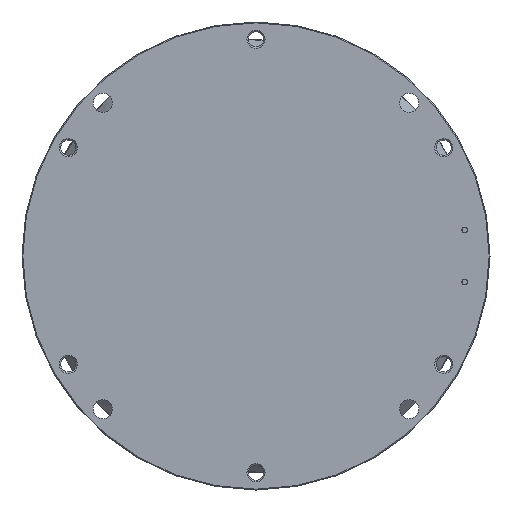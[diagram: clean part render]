
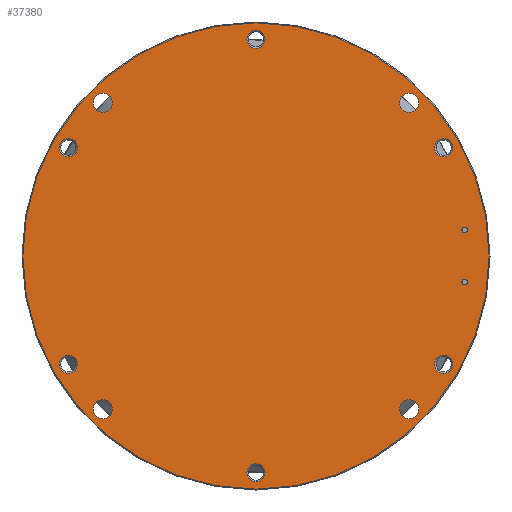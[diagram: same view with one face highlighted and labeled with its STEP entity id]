
A CAD part, left-side view. The second image highlights one B-rep face of the part: STEP entity #37380.
In plain terms, the highlighted planar face has unit normal (-1, 0, 0).
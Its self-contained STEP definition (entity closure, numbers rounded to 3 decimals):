
#160 = DIRECTION ( 'NONE',  ( 0., 0., 1. ) ) ;
#263 = FACE_BOUND ( 'NONE', #26808, .T. ) ;
#315 = DIRECTION ( 'NONE',  ( -1., 0., 0. ) ) ;
#1521 = DIRECTION ( 'NONE',  ( 1., 0., 0. ) ) ;
#1944 = VERTEX_POINT ( 'NONE', #17210 ) ;
#1968 = DIRECTION ( 'NONE',  ( 0., 0., 1. ) ) ;
#2182 = EDGE_LOOP ( 'NONE', ( #15507 ) ) ;
#2682 = CARTESIAN_POINT ( 'NONE',  ( 0., -216.506, 114.5 ) ) ;
#3280 = VERTEX_POINT ( 'NONE', #18548 ) ;
#3708 = EDGE_CURVE ( 'NONE', #30844, #30844, #18755, .T. ) ;
#3993 = FACE_BOUND ( 'NONE', #17500, .T. ) ;
#4247 = CARTESIAN_POINT ( 'NONE',  ( 0., -241., 30. ) ) ;
#4336 = AXIS2_PLACEMENT_3D ( 'NONE', #34563, #315, #15582 ) ;
#4573 = CARTESIAN_POINT ( 'NONE',  ( 0., -176.777, -165.777 ) ) ;
#5071 = AXIS2_PLACEMENT_3D ( 'NONE', #28278, #43536, #9288 ) ;
#5184 = CARTESIAN_POINT ( 'NONE',  ( 0., -241., -30. ) ) ;
#5582 = ORIENTED_EDGE ( 'NONE', *, *, #3708, .T. ) ;
#5939 = VERTEX_POINT ( 'NONE', #21199 ) ;
#6225 = EDGE_CURVE ( 'NONE', #38832, #38832, #25902, .T. ) ;
#6674 = CARTESIAN_POINT ( 'NONE',  ( 0., 269., 0. ) ) ;
#7766 = FACE_BOUND ( 'NONE', #23877, .T. ) ;
#7785 = VERTEX_POINT ( 'NONE', #23024 ) ;
#7911 = DIRECTION ( 'NONE',  ( 1., 0., 0. ) ) ;
#8000 = DIRECTION ( 'NONE',  ( 0., 1., 0. ) ) ;
#8223 = EDGE_LOOP ( 'NONE', ( #43573 ) ) ;
#8859 = CIRCLE ( 'NONE', #36793, 269. ) ;
#8944 = VERTEX_POINT ( 'NONE', #24197 ) ;
#9288 = DIRECTION ( 'NONE',  ( 0., 0., -1. ) ) ;
#9484 = DIRECTION ( 'NONE',  ( 0., 0., -1. ) ) ;
#9705 = AXIS2_PLACEMENT_3D ( 'NONE', #28488, #43736, #9484 ) ;
#10082 = CIRCLE ( 'NONE', #38022, 11. ) ;
#10632 = CIRCLE ( 'NONE', #17020, 11. ) ;
#10685 = CARTESIAN_POINT ( 'NONE',  ( 0., -241., 26.6 ) ) ;
#11478 = ORIENTED_EDGE ( 'NONE', *, *, #31136, .F. ) ;
#11526 = FACE_BOUND ( 'NONE', #8223, .T. ) ;
#11768 = PLANE ( 'NONE',  #38733 ) ;
#12951 = AXIS2_PLACEMENT_3D ( 'NONE', #20970, #36212, #1968 ) ;
#13064 = ORIENTED_EDGE ( 'NONE', *, *, #40677, .T. ) ;
#13176 = DIRECTION ( 'NONE',  ( 0., 0., -1. ) ) ;
#13571 = CARTESIAN_POINT ( 'NONE',  ( 0., 0., 0. ) ) ;
#14331 = CIRCLE ( 'NONE', #42269, 10.5 ) ;
#15507 = ORIENTED_EDGE ( 'NONE', *, *, #40313, .T. ) ;
#15527 = FACE_BOUND ( 'NONE', #43711, .T. ) ;
#15582 = DIRECTION ( 'NONE',  ( 0., 0., 1. ) ) ;
#15799 = AXIS2_PLACEMENT_3D ( 'NONE', #16835, #32096, #47340 ) ;
#16316 = CIRCLE ( 'NONE', #44243, 10.5 ) ;
#16730 = CARTESIAN_POINT ( 'NONE',  ( 0., -176.777, 176.777 ) ) ;
#16781 = DIRECTION ( 'NONE',  ( 0., 0., -1. ) ) ;
#16835 = CARTESIAN_POINT ( 'NONE',  ( 0., 0., -250. ) ) ;
#17020 = AXIS2_PLACEMENT_3D ( 'NONE', #16730, #31987, #47225 ) ;
#17210 = CARTESIAN_POINT ( 'NONE',  ( 0., -216.506, -135.5 ) ) ;
#17500 = EDGE_LOOP ( 'NONE', ( #29600 ) ) ;
#18514 = AXIS2_PLACEMENT_3D ( 'NONE', #4247, #19512, #34758 ) ;
#18548 = CARTESIAN_POINT ( 'NONE',  ( 0., 216.506, -135.5 ) ) ;
#18755 = CIRCLE ( 'NONE', #46687, 3.4 ) ;
#19029 = EDGE_LOOP ( 'NONE', ( #5582 ) ) ;
#19161 = CARTESIAN_POINT ( 'NONE',  ( 0., 176.777, -176.777 ) ) ;
#19251 = FACE_BOUND ( 'NONE', #41719, .T. ) ;
#19512 = DIRECTION ( 'NONE',  ( 1., 0., 0. ) ) ;
#20081 = CIRCLE ( 'NONE', #48012, 10.5 ) ;
#20433 = EDGE_LOOP ( 'NONE', ( #30988 ) ) ;
#20453 = DIRECTION ( 'NONE',  ( 1., 0., 0. ) ) ;
#20970 = CARTESIAN_POINT ( 'NONE',  ( 0., 176.777, 176.777 ) ) ;
#21199 = CARTESIAN_POINT ( 'NONE',  ( 0., 176.777, 187.777 ) ) ;
#22770 = EDGE_CURVE ( 'NONE', #3280, #3280, #16316, .T. ) ;
#23006 = FACE_BOUND ( 'NONE', #43087, .T. ) ;
#23024 = CARTESIAN_POINT ( 'NONE',  ( 0., 0., -260.5 ) ) ;
#23157 = DIRECTION ( 'NONE',  ( 0., 0., -1. ) ) ;
#23877 = EDGE_LOOP ( 'NONE', ( #25659 ) ) ;
#24197 = CARTESIAN_POINT ( 'NONE',  ( 0., -176.777, 187.777 ) ) ;
#25649 = ORIENTED_EDGE ( 'NONE', *, *, #6225, .F. ) ;
#25659 = ORIENTED_EDGE ( 'NONE', *, *, #33787, .T. ) ;
#25902 = CIRCLE ( 'NONE', #4336, 11. ) ;
#25965 = ORIENTED_EDGE ( 'NONE', *, *, #22770, .T. ) ;
#26614 = EDGE_CURVE ( 'NONE', #30272, #30272, #10082, .T. ) ;
#26640 = CIRCLE ( 'NONE', #5071, 10.5 ) ;
#26776 = FACE_BOUND ( 'NONE', #19029, .T. ) ;
#26808 = EDGE_LOOP ( 'NONE', ( #11478 ) ) ;
#27004 = CARTESIAN_POINT ( 'NONE',  ( 0., 270., 0. ) ) ;
#28278 = CARTESIAN_POINT ( 'NONE',  ( 0., 216.506, 125. ) ) ;
#28288 = EDGE_CURVE ( 'NONE', #7785, #7785, #37335, .T. ) ;
#28488 = CARTESIAN_POINT ( 'NONE',  ( 0., -216.506, -125. ) ) ;
#28820 = DIRECTION ( 'NONE',  ( -1., 0., 0. ) ) ;
#28935 = VERTEX_POINT ( 'NONE', #44185 ) ;
#29600 = ORIENTED_EDGE ( 'NONE', *, *, #35779, .T. ) ;
#30272 = VERTEX_POINT ( 'NONE', #45522 ) ;
#30604 = ORIENTED_EDGE ( 'NONE', *, *, #38456, .T. ) ;
#30767 = FACE_BOUND ( 'NONE', #20433, .T. ) ;
#30800 = EDGE_LOOP ( 'NONE', ( #25965 ) ) ;
#30844 = VERTEX_POINT ( 'NONE', #46095 ) ;
#30988 = ORIENTED_EDGE ( 'NONE', *, *, #26614, .F. ) ;
#31136 = EDGE_CURVE ( 'NONE', #8944, #8944, #10632, .T. ) ;
#31261 = CIRCLE ( 'NONE', #9705, 10.5 ) ;
#31987 = DIRECTION ( 'NONE',  ( -1., 0., 0. ) ) ;
#32096 = DIRECTION ( 'NONE',  ( 1., 0., 0. ) ) ;
#32191 = CARTESIAN_POINT ( 'NONE',  ( 0., 216.506, -125. ) ) ;
#33425 = VERTEX_POINT ( 'NONE', #48684 ) ;
#33787 = EDGE_CURVE ( 'NONE', #1944, #1944, #31261, .T. ) ;
#34404 = DIRECTION ( 'NONE',  ( -1., 0., 0. ) ) ;
#34479 = EDGE_CURVE ( 'NONE', #5939, #5939, #34514, .T. ) ;
#34505 = FACE_BOUND ( 'NONE', #36800, .T. ) ;
#34514 = CIRCLE ( 'NONE', #12951, 11. ) ;
#34563 = CARTESIAN_POINT ( 'NONE',  ( 0., -176.777, -176.777 ) ) ;
#34758 = DIRECTION ( 'NONE',  ( 0., 0., -1. ) ) ;
#35685 = DIRECTION ( 'NONE',  ( 0., 0., -1. ) ) ;
#35775 = CARTESIAN_POINT ( 'NONE',  ( 0., 0., 250. ) ) ;
#35779 = EDGE_CURVE ( 'NONE', #28935, #28935, #26640, .T. ) ;
#35968 = EDGE_LOOP ( 'NONE', ( #30604 ) ) ;
#36212 = DIRECTION ( 'NONE',  ( -1., 0., 0. ) ) ;
#36793 = AXIS2_PLACEMENT_3D ( 'NONE', #13571, #28820, #44076 ) ;
#36800 = EDGE_LOOP ( 'NONE', ( #48917 ) ) ;
#36918 = VERTEX_POINT ( 'NONE', #2682 ) ;
#37335 = CIRCLE ( 'NONE', #15799, 10.5 ) ;
#37380 = ADVANCED_FACE ( 'NONE', ( #11526, #26776, #42022, #7766, #23006, #38246, #3993, #19251, #34505, #263, #15527, #30767, #46021 ), #11768, .F. ) ;
#38022 = AXIS2_PLACEMENT_3D ( 'NONE', #19161, #34404, #160 ) ;
#38246 = FACE_BOUND ( 'NONE', #30800, .T. ) ;
#38456 = EDGE_CURVE ( 'NONE', #36918, #36918, #14331, .T. ) ;
#38733 = AXIS2_PLACEMENT_3D ( 'NONE', #27004, #42247, #8000 ) ;
#38832 = VERTEX_POINT ( 'NONE', #4573 ) ;
#40043 = CIRCLE ( 'NONE', #18514, 3.4 ) ;
#40313 = EDGE_CURVE ( 'NONE', #40920, #40920, #8859, .T. ) ;
#40677 = EDGE_CURVE ( 'NONE', #33425, #33425, #20081, .T. ) ;
#40920 = VERTEX_POINT ( 'NONE', #6674 ) ;
#41013 = EDGE_CURVE ( 'NONE', #44929, #44929, #40043, .T. ) ;
#41719 = EDGE_LOOP ( 'NONE', ( #13064 ) ) ;
#42022 = FACE_BOUND ( 'NONE', #35968, .T. ) ;
#42159 = CARTESIAN_POINT ( 'NONE',  ( 0., -216.506, 125. ) ) ;
#42247 = DIRECTION ( 'NONE',  ( 1., 0., 0. ) ) ;
#42269 = AXIS2_PLACEMENT_3D ( 'NONE', #42159, #7911, #23157 ) ;
#43087 = EDGE_LOOP ( 'NONE', ( #48470 ) ) ;
#43536 = DIRECTION ( 'NONE',  ( 1., 0., 0. ) ) ;
#43573 = ORIENTED_EDGE ( 'NONE', *, *, #41013, .T. ) ;
#43711 = EDGE_LOOP ( 'NONE', ( #25649 ) ) ;
#43736 = DIRECTION ( 'NONE',  ( 1., 0., 0. ) ) ;
#44076 = DIRECTION ( 'NONE',  ( 0., 1., 0. ) ) ;
#44185 = CARTESIAN_POINT ( 'NONE',  ( 0., 216.506, 114.5 ) ) ;
#44243 = AXIS2_PLACEMENT_3D ( 'NONE', #32191, #47435, #13176 ) ;
#44929 = VERTEX_POINT ( 'NONE', #10685 ) ;
#45522 = CARTESIAN_POINT ( 'NONE',  ( 0., 176.777, -165.777 ) ) ;
#46021 = FACE_OUTER_BOUND ( 'NONE', #2182, .T. ) ;
#46095 = CARTESIAN_POINT ( 'NONE',  ( 0., -241., -33.4 ) ) ;
#46687 = AXIS2_PLACEMENT_3D ( 'NONE', #5184, #20453, #35685 ) ;
#47225 = DIRECTION ( 'NONE',  ( 0., 0., 1. ) ) ;
#47340 = DIRECTION ( 'NONE',  ( 0., 0., -1. ) ) ;
#47435 = DIRECTION ( 'NONE',  ( 1., 0., 0. ) ) ;
#48012 = AXIS2_PLACEMENT_3D ( 'NONE', #35775, #1521, #16781 ) ;
#48470 = ORIENTED_EDGE ( 'NONE', *, *, #28288, .T. ) ;
#48684 = CARTESIAN_POINT ( 'NONE',  ( 0., 0., 239.5 ) ) ;
#48917 = ORIENTED_EDGE ( 'NONE', *, *, #34479, .F. ) ;
